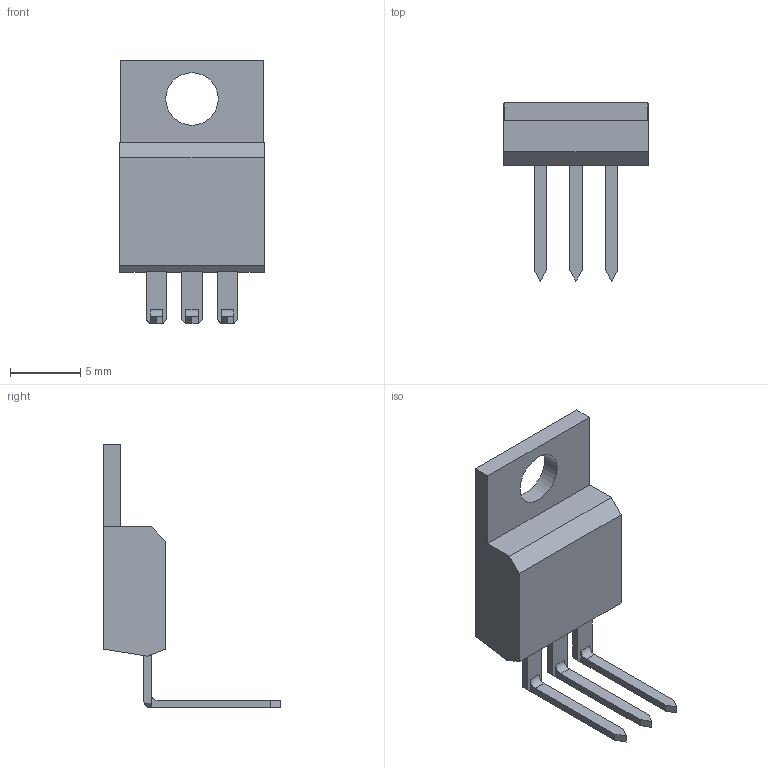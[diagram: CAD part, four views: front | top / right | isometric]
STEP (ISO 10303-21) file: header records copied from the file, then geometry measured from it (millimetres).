
FILE_DESCRIPTION(/* description */ ('STEP AP242','CAx-IF Rec.Pracs.---Representation and Presentation of Product Manufacturing Information (PMI)---4.0---2014-10-13','CAx-IF Rec.Pracs.---3D Tessellated Geometry---0.4---2014-09-14','2;1'),/* implementation_level */ '2;1');
FILE_NAME(/* name */ '65ac653aae009b49a1dd2a94',/* time_stamp */ '2024-01-21T00:28:42Z',/* author */ (''),/* organization */ (''),/* preprocessor_version */ 'ST-DEVELOPER v19.4',/* originating_system */ ' ',/* authorisation */ ' ');
FILE_SCHEMA (('AP242_MANAGED_MODEL_BASED_3D_ENGINEERING_MIM_LF { 1 0 10303 442 1 1 4 }'));
Length unit declared in the file: metre
Products named in the file (1): TO-220-3_Vertical
Bounding box: 10.25 x 12.65 x 18.77 mm (x, y, z)
Volume: 486 mm3; surface area: 589 mm2
Topology: 1 solids, 1 shells, 60 faces, 168 edges, 110 vertices
Faces by surface type: plane 53, cylinder 7
Full cylindrical faces by diameter (mm): 3.735 x1
Entity records: 1982 total; most frequent: CARTESIAN_POINT 338, ORIENTED_EDGE 334, DIRECTION 309, EDGE_CURVE 167, LINE 147, VECTOR 147, VERTEX_POINT 110, AXIS2_PLACEMENT_3D 81
